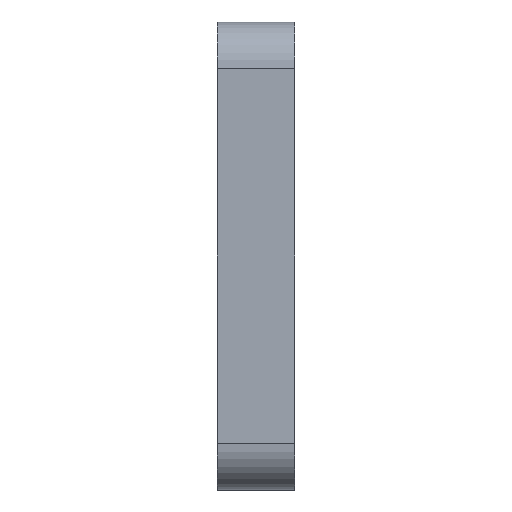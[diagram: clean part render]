
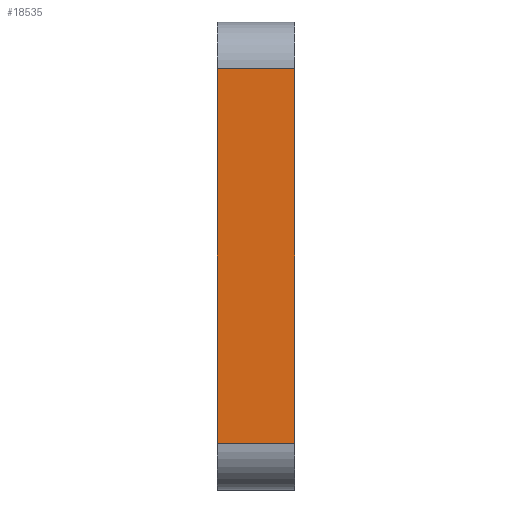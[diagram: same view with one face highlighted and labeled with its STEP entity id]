
A CAD part, left-side view. The second image highlights one B-rep face of the part: STEP entity #18535.
In plain terms, the highlighted planar face has unit normal (-1, 0, 0).
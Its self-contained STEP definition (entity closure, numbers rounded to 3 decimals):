
#37 = EDGE_CURVE ( 'NONE', #16746, #19887, #17276, .T. ) ;
#334 = DIRECTION ( 'NONE',  ( 1., 0., 0. ) ) ;
#3214 = VECTOR ( 'NONE', #4735, 1000. ) ;
#3364 = EDGE_LOOP ( 'NONE', ( #17250, #7972, #17796, #17486 ) ) ;
#4735 = DIRECTION ( 'NONE',  ( 0., -1., 0. ) ) ;
#4773 = VECTOR ( 'NONE', #5487, 1000. ) ;
#4873 = CARTESIAN_POINT ( 'NONE',  ( -1.8, 13., 68.8 ) ) ;
#5119 = LINE ( 'NONE', #11709, #7272 ) ;
#5165 = VECTOR ( 'NONE', #17156, 1000. ) ;
#5195 = EDGE_CURVE ( 'NONE', #13958, #8427, #18111, .T. ) ;
#5487 = DIRECTION ( 'NONE',  ( 0., -1., 0. ) ) ;
#6500 = CARTESIAN_POINT ( 'NONE',  ( -1.8, 13., 6. ) ) ;
#6686 = AXIS2_PLACEMENT_3D ( 'NONE', #6500, #334, #11219 ) ;
#7256 = CARTESIAN_POINT ( 'NONE',  ( -1.8, 13., 68.8 ) ) ;
#7272 = VECTOR ( 'NONE', #14799, 1000. ) ;
#7592 = CARTESIAN_POINT ( 'NONE',  ( -1.8, 0., 6. ) ) ;
#7972 = ORIENTED_EDGE ( 'NONE', *, *, #37, .F. ) ;
#8427 = VERTEX_POINT ( 'NONE', #7592 ) ;
#8500 = CARTESIAN_POINT ( 'NONE',  ( -1.8, 13., 6. ) ) ;
#9340 = EDGE_CURVE ( 'NONE', #13958, #16746, #5119, .T. ) ;
#11219 = DIRECTION ( 'NONE',  ( 0., 0., -1. ) ) ;
#11709 = CARTESIAN_POINT ( 'NONE',  ( -1.8, 13., 6. ) ) ;
#11937 = CARTESIAN_POINT ( 'NONE',  ( -1.8, 0., 68.8 ) ) ;
#12489 = CARTESIAN_POINT ( 'NONE',  ( -1.8, 0., 6. ) ) ;
#13442 = FACE_OUTER_BOUND ( 'NONE', #3364, .T. ) ;
#13958 = VERTEX_POINT ( 'NONE', #19901 ) ;
#14799 = DIRECTION ( 'NONE',  ( 0., 0., 1. ) ) ;
#15812 = PLANE ( 'NONE',  #6686 ) ;
#16333 = LINE ( 'NONE', #12489, #5165 ) ;
#16746 = VERTEX_POINT ( 'NONE', #7256 ) ;
#17156 = DIRECTION ( 'NONE',  ( 0., 0., 1. ) ) ;
#17250 = ORIENTED_EDGE ( 'NONE', *, *, #19660, .T. ) ;
#17276 = LINE ( 'NONE', #4873, #3214 ) ;
#17486 = ORIENTED_EDGE ( 'NONE', *, *, #5195, .T. ) ;
#17796 = ORIENTED_EDGE ( 'NONE', *, *, #9340, .F. ) ;
#18111 = LINE ( 'NONE', #8500, #4773 ) ;
#18535 = ADVANCED_FACE ( 'NONE', ( #13442 ), #15812, .F. ) ;
#19660 = EDGE_CURVE ( 'NONE', #8427, #19887, #16333, .T. ) ;
#19887 = VERTEX_POINT ( 'NONE', #11937 ) ;
#19901 = CARTESIAN_POINT ( 'NONE',  ( -1.8, 13., 6. ) ) ;
